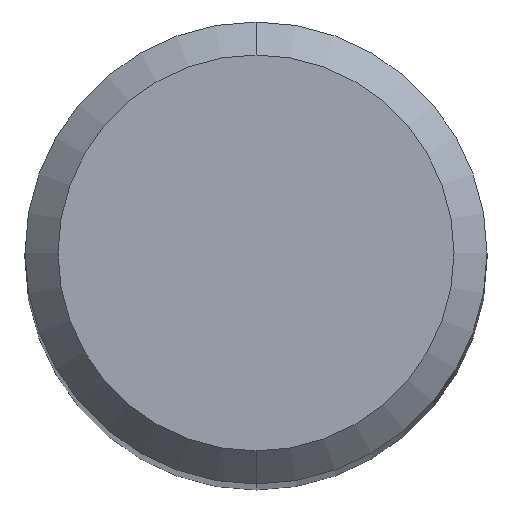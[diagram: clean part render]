
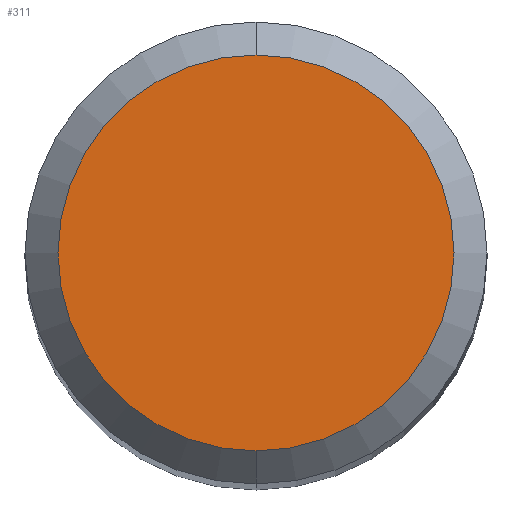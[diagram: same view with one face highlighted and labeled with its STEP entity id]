
A CAD part, top view. The second image highlights one B-rep face of the part: STEP entity #311.
In plain terms, the highlighted planar face has unit normal (0, 0, 1).
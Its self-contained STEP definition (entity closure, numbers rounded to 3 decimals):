
#269=VERTEX_POINT('',#631);
#311=ADVANCED_FACE('',(#680),#681,.T.);
#383=EDGE_CURVE('',#269,#391,#760,.T.);
#391=VERTEX_POINT('',#769);
#457=EDGE_CURVE('',#391,#269,#844,.T.);
#631=CARTESIAN_POINT('',(0.0,1.2,0.0));
#680=FACE_OUTER_BOUND('',#1151,.T.);
#681=PLANE('',#1152);
#760=CIRCLE('',#1275,1.2);
#769=CARTESIAN_POINT('',(0.,-1.2,0.0));
#844=CIRCLE('',#1440,1.2);
#1151=EDGE_LOOP('',(#1813,#1814));
#1152=AXIS2_PLACEMENT_3D('',#1815,#1816,#1817);
#1275=AXIS2_PLACEMENT_3D('',#1900,#1901,#1902);
#1440=AXIS2_PLACEMENT_3D('',#2014,#2015,#2016);
#1813=ORIENTED_EDGE('',*,*,#383,.F.);
#1814=ORIENTED_EDGE('',*,*,#457,.F.);
#1815=CARTESIAN_POINT('',(0.0,0.6,0.0));
#1816=DIRECTION('',(-0.0,0.0,1.0));
#1817=DIRECTION('',(0.0,-1.0,0.0));
#1900=CARTESIAN_POINT('',(0.0,0.0,0.0));
#1901=DIRECTION('',(0.0,0.0,-1.0));
#1902=DIRECTION('',(0.0,1.0,0.0));
#2014=CARTESIAN_POINT('',(0.0,0.0,0.0));
#2015=DIRECTION('',(0.0,0.0,-1.0));
#2016=DIRECTION('',(0.0,1.0,0.0));
